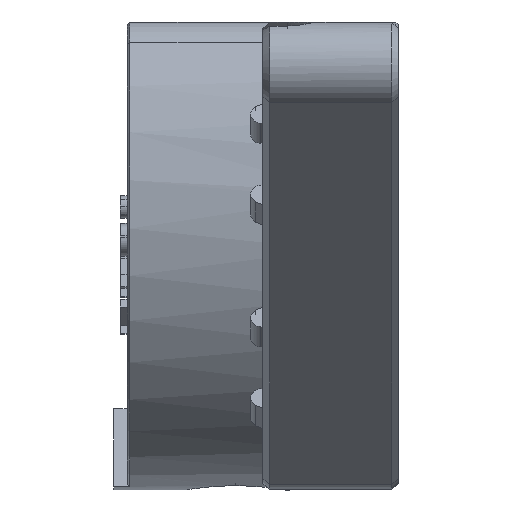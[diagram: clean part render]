
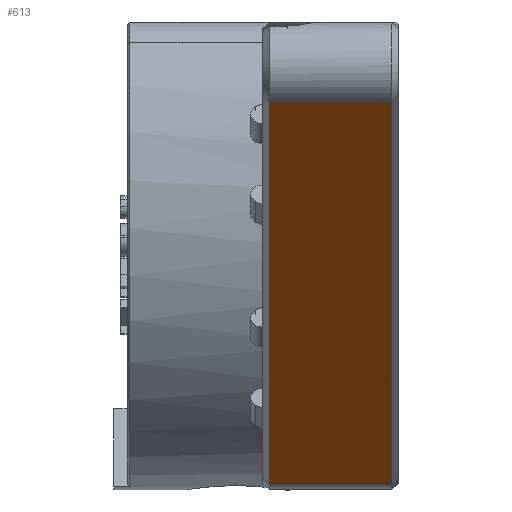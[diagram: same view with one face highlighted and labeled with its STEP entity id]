
A CAD part, left-side view. The second image highlights one B-rep face of the part: STEP entity #613.
In plain terms, the highlighted planar face has unit normal (-0.5, 0, -0.866).
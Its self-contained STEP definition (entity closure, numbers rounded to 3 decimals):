
#87 = VERTEX_POINT ( 'NONE', #2069 ) ;
#169 = AXIS2_PLACEMENT_3D ( 'NONE', #10900, #2166, #9942 ) ;
#187 = ORIENTED_EDGE ( 'NONE', *, *, #1521, .T. ) ;
#374 = VECTOR ( 'NONE', #5567, 1000. ) ;
#412 = VERTEX_POINT ( 'NONE', #9916 ) ;
#511 = CARTESIAN_POINT ( 'NONE',  ( -90.486, 0.5, 6.575 ) ) ;
#613 = ADVANCED_FACE ( 'NONE', ( #622 ), #7428, .F. ) ;
#622 = FACE_OUTER_BOUND ( 'NONE', #10359, .T. ) ;
#680 = VERTEX_POINT ( 'NONE', #8133 ) ;
#1110 = CARTESIAN_POINT ( 'NONE',  ( -19.774, 9.5, -34.25 ) ) ;
#1193 = VECTOR ( 'NONE', #4579, 1000. ) ;
#1521 = EDGE_CURVE ( 'NONE', #412, #1670, #6217, .T. ) ;
#1670 = VERTEX_POINT ( 'NONE', #511 ) ;
#1673 = EDGE_CURVE ( 'NONE', #1670, #680, #8155, .T. ) ;
#1983 = CARTESIAN_POINT ( 'NONE',  ( -19.774, 0.5, -34.25 ) ) ;
#2001 = CARTESIAN_POINT ( 'NONE',  ( -90.486, 5., 6.575 ) ) ;
#2069 = CARTESIAN_POINT ( 'NONE',  ( -41.729, 9.5, -21.575 ) ) ;
#2166 = DIRECTION ( 'NONE',  ( 0.5, 0., 0.866 ) ) ;
#2360 = VECTOR ( 'NONE', #9639, 1000. ) ;
#3555 = DIRECTION ( 'NONE',  ( 0.866, 0., -0.5 ) ) ;
#4008 = EDGE_CURVE ( 'NONE', #87, #412, #10517, .T. ) ;
#4579 = DIRECTION ( 'NONE',  ( 0., -1., 0. ) ) ;
#5567 = DIRECTION ( 'NONE',  ( 0., 1., 0. ) ) ;
#5716 = VECTOR ( 'NONE', #3555, 1000. ) ;
#5792 = ORIENTED_EDGE ( 'NONE', *, *, #4008, .T. ) ;
#6217 = LINE ( 'NONE', #1983, #2360 ) ;
#7428 = PLANE ( 'NONE',  #169 ) ;
#7796 = LINE ( 'NONE', #1110, #5716 ) ;
#7876 = ORIENTED_EDGE ( 'NONE', *, *, #1673, .T. ) ;
#8133 = CARTESIAN_POINT ( 'NONE',  ( -90.486, 9.5, 6.575 ) ) ;
#8155 = LINE ( 'NONE', #2001, #374 ) ;
#9639 = DIRECTION ( 'NONE',  ( -0.866, 0., 0.5 ) ) ;
#9801 = CARTESIAN_POINT ( 'NONE',  ( -41.729, 0., -21.575 ) ) ;
#9902 = ORIENTED_EDGE ( 'NONE', *, *, #10420, .T. ) ;
#9916 = CARTESIAN_POINT ( 'NONE',  ( -41.729, 0.5, -21.575 ) ) ;
#9942 = DIRECTION ( 'NONE',  ( 0.866, 0., -0.5 ) ) ;
#10359 = EDGE_LOOP ( 'NONE', ( #5792, #187, #7876, #9902 ) ) ;
#10420 = EDGE_CURVE ( 'NONE', #680, #87, #7796, .T. ) ;
#10517 = LINE ( 'NONE', #9801, #1193 ) ;
#10900 = CARTESIAN_POINT ( 'NONE',  ( -19.774, 5., -34.25 ) ) ;
